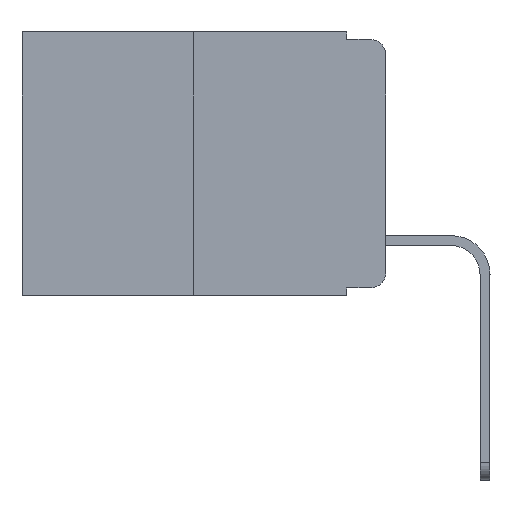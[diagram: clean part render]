
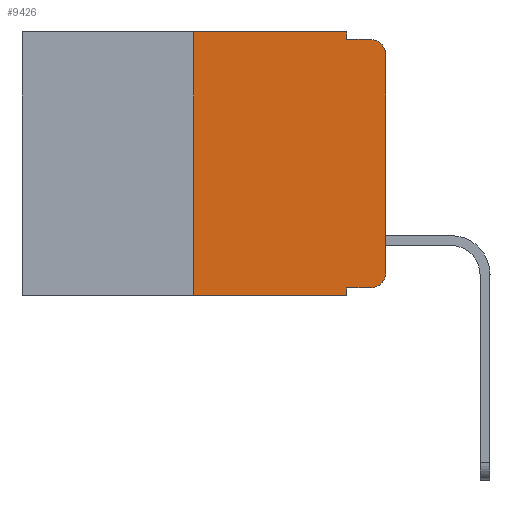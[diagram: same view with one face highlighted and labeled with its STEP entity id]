
A CAD part, left-side view. The second image highlights one B-rep face of the part: STEP entity #9426.
In plain terms, the highlighted planar face has unit normal (-1, 0, 0).
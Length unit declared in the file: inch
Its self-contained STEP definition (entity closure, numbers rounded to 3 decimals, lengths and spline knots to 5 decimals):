
#256 = LINE ( 'NONE', #19914, #3869 ) ;
#1238 = CARTESIAN_POINT ( 'NONE',  ( 0., 0., -0.03 ) ) ;
#1291 = CARTESIAN_POINT ( 'NONE',  ( 0., 0.25, -0.343 ) ) ;
#1659 = EDGE_CURVE ( 'NONE', #15722, #12171, #6654, .T. ) ;
#1691 = VERTEX_POINT ( 'NONE', #2057 ) ;
#1701 = VECTOR ( 'NONE', #15982, 39.37008 ) ;
#1770 = VERTEX_POINT ( 'NONE', #8115 ) ;
#1979 = LINE ( 'NONE', #19071, #8947 ) ;
#1981 = DIRECTION ( 'NONE',  ( 0., 0., -1. ) ) ;
#2057 = CARTESIAN_POINT ( 'NONE',  ( 0., 0.25, 0. ) ) ;
#2106 = EDGE_LOOP ( 'NONE', ( #5232, #11062, #17844, #16015, #2666, #23601, #23053, #24323, #17185, #14492 ) ) ;
#2110 = CARTESIAN_POINT ( 'NONE',  ( 0., 0., 0. ) ) ;
#2281 = VERTEX_POINT ( 'NONE', #1238 ) ;
#2666 = ORIENTED_EDGE ( 'NONE', *, *, #8320, .F. ) ;
#2738 = CARTESIAN_POINT ( 'NONE',  ( 0., 0.051, -0.01 ) ) ;
#3069 = VERTEX_POINT ( 'NONE', #1291 ) ;
#3544 = VECTOR ( 'NONE', #15665, 39.37008 ) ;
#3588 = EDGE_CURVE ( 'NONE', #2281, #1770, #12298, .T. ) ;
#3722 = AXIS2_PLACEMENT_3D ( 'NONE', #10279, #14417, #20084 ) ;
#3869 = VECTOR ( 'NONE', #14154, 39.37008 ) ;
#4002 = LINE ( 'NONE', #8782, #6440 ) ;
#4388 = CARTESIAN_POINT ( 'NONE',  ( 0., 0.051, -0.01 ) ) ;
#4775 = EDGE_CURVE ( 'NONE', #7026, #1770, #21971, .T. ) ;
#4821 = PLANE ( 'NONE',  #3722 ) ;
#4978 = DIRECTION ( 'NONE',  ( 0., 0., -1. ) ) ;
#5041 = VERTEX_POINT ( 'NONE', #7696 ) ;
#5232 = ORIENTED_EDGE ( 'NONE', *, *, #13477, .T. ) ;
#5291 = LINE ( 'NONE', #19564, #19852 ) ;
#5331 = DIRECTION ( 'NONE',  ( 0., 0., -1. ) ) ;
#6398 = AXIS2_PLACEMENT_3D ( 'NONE', #9346, #17097, #5331 ) ;
#6439 = EDGE_CURVE ( 'NONE', #3069, #1691, #5291, .T. ) ;
#6440 = VECTOR ( 'NONE', #16488, 39.37008 ) ;
#6654 = LINE ( 'NONE', #21458, #17858 ) ;
#7026 = VERTEX_POINT ( 'NONE', #4388 ) ;
#7696 = CARTESIAN_POINT ( 'NONE',  ( 0., 0., -0.313 ) ) ;
#8115 = CARTESIAN_POINT ( 'NONE',  ( 0., 0.02, -0.01 ) ) ;
#8320 = EDGE_CURVE ( 'NONE', #1691, #12663, #4002, .T. ) ;
#8782 = CARTESIAN_POINT ( 'NONE',  ( 0., 0.473, 0. ) ) ;
#8947 = VECTOR ( 'NONE', #13321, 39.37008 ) ;
#9082 = DIRECTION ( 'NONE',  ( -1., 0., 0. ) ) ;
#9346 = CARTESIAN_POINT ( 'NONE',  ( 0., 0.02, -0.03 ) ) ;
#9426 = ADVANCED_FACE ( 'NONE', ( #22130 ), #4821, .F. ) ;
#10279 = CARTESIAN_POINT ( 'NONE',  ( 0., 0.473, 0. ) ) ;
#11062 = ORIENTED_EDGE ( 'NONE', *, *, #3588, .T. ) ;
#12171 = VERTEX_POINT ( 'NONE', #19341 ) ;
#12298 = CIRCLE ( 'NONE', #6398, 0.02 ) ;
#12335 = LINE ( 'NONE', #14826, #22035 ) ;
#12663 = VERTEX_POINT ( 'NONE', #17281 ) ;
#12846 = CARTESIAN_POINT ( 'NONE',  ( 0., 0.02, -0.313 ) ) ;
#13295 = EDGE_CURVE ( 'NONE', #15722, #18579, #12335, .T. ) ;
#13321 = DIRECTION ( 'NONE',  ( 0., 0., -1. ) ) ;
#13477 = EDGE_CURVE ( 'NONE', #5041, #2281, #15095, .T. ) ;
#14154 = DIRECTION ( 'NONE',  ( 0., -1., 0. ) ) ;
#14417 = DIRECTION ( 'NONE',  ( 1., 0., 0. ) ) ;
#14492 = ORIENTED_EDGE ( 'NONE', *, *, #20737, .T. ) ;
#14657 = CIRCLE ( 'NONE', #19498, 0.02 ) ;
#14826 = CARTESIAN_POINT ( 'NONE',  ( 0., 0.051, -0.333 ) ) ;
#15095 = LINE ( 'NONE', #2110, #3544 ) ;
#15665 = DIRECTION ( 'NONE',  ( 0., 0., 1. ) ) ;
#15722 = VERTEX_POINT ( 'NONE', #24879 ) ;
#15982 = DIRECTION ( 'NONE',  ( 0., -1., 0. ) ) ;
#16015 = ORIENTED_EDGE ( 'NONE', *, *, #20192, .F. ) ;
#16488 = DIRECTION ( 'NONE',  ( 0., -1., 0. ) ) ;
#17097 = DIRECTION ( 'NONE',  ( -1., 0., 0. ) ) ;
#17185 = ORIENTED_EDGE ( 'NONE', *, *, #13295, .T. ) ;
#17281 = CARTESIAN_POINT ( 'NONE',  ( 0., 0.051, 0. ) ) ;
#17844 = ORIENTED_EDGE ( 'NONE', *, *, #4775, .F. ) ;
#17858 = VECTOR ( 'NONE', #1981, 39.37008 ) ;
#18579 = VERTEX_POINT ( 'NONE', #18613 ) ;
#18613 = CARTESIAN_POINT ( 'NONE',  ( 0., 0.02, -0.333 ) ) ;
#19071 = CARTESIAN_POINT ( 'NONE',  ( 0., 0.051, 0. ) ) ;
#19192 = DIRECTION ( 'NONE',  ( 0., -1., 0. ) ) ;
#19341 = CARTESIAN_POINT ( 'NONE',  ( 0., 0.051, -0.343 ) ) ;
#19498 = AXIS2_PLACEMENT_3D ( 'NONE', #12846, #9082, #4978 ) ;
#19564 = CARTESIAN_POINT ( 'NONE',  ( 0., 0.25, 0. ) ) ;
#19852 = VECTOR ( 'NONE', #22890, 39.37008 ) ;
#19914 = CARTESIAN_POINT ( 'NONE',  ( 0., 0.473, -0.343 ) ) ;
#20084 = DIRECTION ( 'NONE',  ( 0., 0., -1. ) ) ;
#20192 = EDGE_CURVE ( 'NONE', #12663, #7026, #1979, .T. ) ;
#20737 = EDGE_CURVE ( 'NONE', #18579, #5041, #14657, .T. ) ;
#21458 = CARTESIAN_POINT ( 'NONE',  ( 0., 0.051, 0. ) ) ;
#21971 = LINE ( 'NONE', #2738, #1701 ) ;
#22035 = VECTOR ( 'NONE', #19192, 39.37008 ) ;
#22130 = FACE_OUTER_BOUND ( 'NONE', #2106, .T. ) ;
#22890 = DIRECTION ( 'NONE',  ( 0., 0., 1. ) ) ;
#23053 = ORIENTED_EDGE ( 'NONE', *, *, #24164, .T. ) ;
#23601 = ORIENTED_EDGE ( 'NONE', *, *, #6439, .F. ) ;
#24164 = EDGE_CURVE ( 'NONE', #3069, #12171, #256, .T. ) ;
#24323 = ORIENTED_EDGE ( 'NONE', *, *, #1659, .F. ) ;
#24879 = CARTESIAN_POINT ( 'NONE',  ( 0., 0.051, -0.333 ) ) ;
